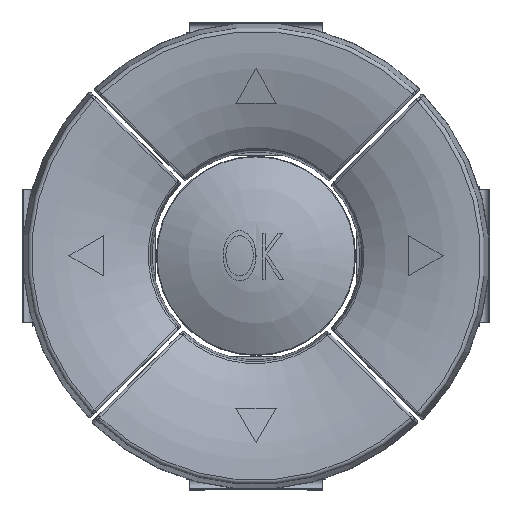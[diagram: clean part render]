
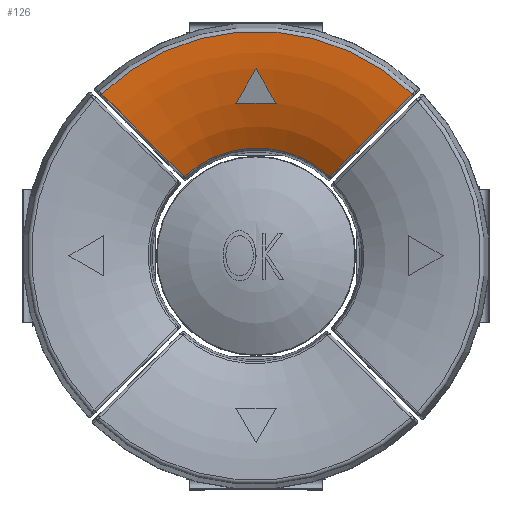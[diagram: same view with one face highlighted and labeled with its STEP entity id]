
A CAD part, top view. The second image highlights one B-rep face of the part: STEP entity #126.
In plain terms, the highlighted face is a revolution surface.
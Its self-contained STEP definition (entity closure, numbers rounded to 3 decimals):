
#16=CARTESIAN_POINT('',(11.403,-1.5,10.443));
#17=VERTEX_POINT('',#16);
#18=CARTESIAN_POINT('',(14.001,0.0,11.141));
#19=VERTEX_POINT('',#18);
#20=CARTESIAN_POINT('',(11.403,-1.5,10.443));
#21=CARTESIAN_POINT('',(12.261,-1.005,10.713));
#22=CARTESIAN_POINT('',(13.126,-0.505,10.956));
#23=CARTESIAN_POINT('',(14.001,0.0,11.141));
#24=B_SPLINE_CURVE_WITH_KNOTS('',3,(#20,#21,#22,#23),.UNSPECIFIED.,.F.,.U.,
 (4,4),(0.0,1.0),.UNSPECIFIED.);
#25=EDGE_CURVE('n� 224',#17,#19,#24,.T.);
#26=ORIENTED_EDGE('',*,*,#25,.F.);
#27=CARTESIAN_POINT('',(11.403,1.5,10.449));
#28=VERTEX_POINT('',#27);
#29=CARTESIAN_POINT('',(11.403,1.5,10.449));
#30=CARTESIAN_POINT('',(11.403,0.501,10.403));
#31=CARTESIAN_POINT('',(11.403,-0.501,10.4));
#32=CARTESIAN_POINT('',(11.403,-1.5,10.443));
#33=B_SPLINE_CURVE_WITH_KNOTS('',3,(#29,#30,#31,#32),.UNSPECIFIED.,.F.,.U.,
 (4,4),(0.0,1.0),.UNSPECIFIED.);
#34=EDGE_CURVE('n� 217',#28,#17,#33,.T.);
#35=ORIENTED_EDGE('',*,*,#34,.F.);
#36=CARTESIAN_POINT('',(14.001,0.0,11.141));
#37=CARTESIAN_POINT('',(13.126,0.505,10.957));
#38=CARTESIAN_POINT('',(12.261,1.004,10.716));
#39=CARTESIAN_POINT('',(11.403,1.5,10.449));
#40=B_SPLINE_CURVE_WITH_KNOTS('',3,(#36,#37,#38,#39),.UNSPECIFIED.,.F.,.U.,
 (4,4),(0.0,1.0),.UNSPECIFIED.);
#41=EDGE_CURVE('n� 221',#19,#28,#40,.T.);
#42=ORIENTED_EDGE('',*,*,#41,.F.);
#43=EDGE_LOOP('',(#26,#35,#42));
#44=FACE_OUTER_BOUND('',#43,.T.);
#45=CARTESIAN_POINT('',(12.103,11.538,11.488));
#46=VERTEX_POINT('',#45);
#47=CARTESIAN_POINT('',(12.103,-11.679,11.488));
#48=VERTEX_POINT('',#47);
#49=CARTESIAN_POINT('',(0.071,-0.071,11.488));
#50=DIRECTION('',(-0.0,0.0,-1.0));
#51=DIRECTION('',(-0.707,0.707,0.0));
#52=AXIS2_PLACEMENT_3D('',#49,#50,#51);
#53=CIRCLE('',#52,16.719);
#54=EDGE_CURVE('n� 815',#46,#48,#53,.T.);
#55=ORIENTED_EDGE('',*,*,#54,.F.);
#56=CARTESIAN_POINT('',(5.93,5.37,8.799));
#57=VERTEX_POINT('',#56);
#58=CARTESIAN_POINT('',(12.103,11.538,11.488));
#59=CARTESIAN_POINT('',(11.823,11.258,11.469));
#60=CARTESIAN_POINT('',(11.54,10.974,11.444));
#61=CARTESIAN_POINT('',(10.977,10.412,11.356));
#62=CARTESIAN_POINT('',(10.696,10.132,11.295));
#63=CARTESIAN_POINT('',(9.863,9.299,11.075));
#64=CARTESIAN_POINT('',(9.316,8.752,10.875));
#65=CARTESIAN_POINT('',(8.53,7.967,10.529));
#66=CARTESIAN_POINT('',(8.28,7.717,10.409));
#67=CARTESIAN_POINT('',(7.792,7.229,10.158));
#68=CARTESIAN_POINT('',(7.548,6.986,10.024));
#69=CARTESIAN_POINT('',(7.07,6.508,9.729));
#70=CARTESIAN_POINT('',(6.833,6.271,9.569));
#71=CARTESIAN_POINT('',(6.487,5.926,9.3));
#72=CARTESIAN_POINT('',(6.372,5.811,9.203));
#73=CARTESIAN_POINT('',(6.15,5.59,9.007));
#74=CARTESIAN_POINT('',(6.037,5.477,8.901));
#75=CARTESIAN_POINT('',(5.93,5.37,8.799));
#76=B_SPLINE_CURVE_WITH_KNOTS('',3,(#58,#59,#60,#61,#62,#63,#64,#65,#66,#67,
    #68,#69,#70,#71,#72,#73,#74,#75),.UNSPECIFIED.,.F.,.U.,
 (4,2,2,2,2,2,2,2,4),(0.0,0.13,0.26,0.52,0.64,0.76,0.88,0.94,1.0),.UNSPECIFIED.);
#77=EDGE_CURVE('n� 845',#46,#57,#76,.T.);
#78=ORIENTED_EDGE('',*,*,#77,.T.);
#79=CARTESIAN_POINT('',(5.93,-5.511,8.799));
#80=VERTEX_POINT('',#79);
#81=CARTESIAN_POINT('',(0.071,-0.071,8.799));
#82=DIRECTION('',(-0.0,0.0,-1.0));
#83=DIRECTION('',(-0.707,0.707,0.0));
#84=AXIS2_PLACEMENT_3D('',#81,#82,#83);
#85=CIRCLE('',#84,7.996);
#86=EDGE_CURVE('n� 833',#57,#80,#85,.T.);
#87=ORIENTED_EDGE('',*,*,#86,.T.);
#88=CARTESIAN_POINT('',(5.93,-5.511,8.799));
#89=CARTESIAN_POINT('',(6.047,-5.628,8.91));
#90=CARTESIAN_POINT('',(6.166,-5.747,9.022));
#91=CARTESIAN_POINT('',(6.409,-5.989,9.235));
#92=CARTESIAN_POINT('',(6.533,-6.113,9.337));
#93=CARTESIAN_POINT('',(6.91,-6.49,9.625));
#94=CARTESIAN_POINT('',(7.17,-6.749,9.795));
#95=CARTESIAN_POINT('',(7.693,-7.271,10.105));
#96=CARTESIAN_POINT('',(7.957,-7.535,10.246));
#97=CARTESIAN_POINT('',(8.488,-8.066,10.51));
#98=CARTESIAN_POINT('',(8.756,-8.334,10.632));
#99=CARTESIAN_POINT('',(9.276,-8.853,10.849));
#100=CARTESIAN_POINT('',(9.53,-9.107,10.945));
#101=CARTESIAN_POINT('',(10.035,-9.613,11.116));
#102=CARTESIAN_POINT('',(10.291,-9.868,11.191));
#103=CARTESIAN_POINT('',(10.804,-10.38,11.319));
#104=CARTESIAN_POINT('',(11.062,-10.639,11.371));
#105=CARTESIAN_POINT('',(11.581,-11.157,11.448));
#106=CARTESIAN_POINT('',(11.845,-11.421,11.471));
#107=CARTESIAN_POINT('',(12.103,-11.679,11.488));
#108=B_SPLINE_CURVE_WITH_KNOTS('',3,(#88,#89,#90,#91,#92,#93,#94,#95,#96,#97,
    #98,#99,#100,#101,#102,#103,#104,#105,#106,#107),.UNSPECIFIED.,.F.,.U.,
 (4,2,2,2,2,2,2,2,2,4),(0.0,0.065,0.13,0.261,0.391,0.521,0.641,0.76,0.88,1.0),.UNSPECIFIED.);
#109=EDGE_CURVE('n� 838',#80,#48,#108,.T.);
#110=ORIENTED_EDGE('',*,*,#109,.T.);
#111=EDGE_LOOP('',(#55,#78,#87,#110));
#112=FACE_BOUND('',#111,.T.);
#113=CARTESIAN_POINT('',(5.725,5.583,8.799));
#114=CARTESIAN_POINT('',(5.881,5.74,8.949));
#115=CARTESIAN_POINT('',(6.507,6.365,9.529));
#116=CARTESIAN_POINT('',(7.504,7.363,10.14));
#117=CARTESIAN_POINT('',(9.194,9.052,10.947));
#118=CARTESIAN_POINT('',(10.6,10.459,11.386));
#119=CARTESIAN_POINT('',(11.694,11.553,11.475));
#120=CARTESIAN_POINT('',(11.893,11.752,11.488));
#121=B_SPLINE_CURVE_WITH_KNOTS('',3,(#113,#114,#115,#116,#117,#118,#119,#120),.UNSPECIFIED.,.F.,.U.,
 (4,1,1,1,1,4),(0.028,0.111,0.357,0.503,0.897,0.985),.UNSPECIFIED.);
#122=CARTESIAN_POINT('',(0.071,-0.071,6.5));
#123=DIRECTION('',(-0.0,0.0,-1.0));
#124=AXIS1_PLACEMENT('',#122,#123);
#125=SURFACE_OF_REVOLUTION('',#121,#124);
#126=ADVANCED_FACE('n� 312',(#44,#112),#125,.T.);
